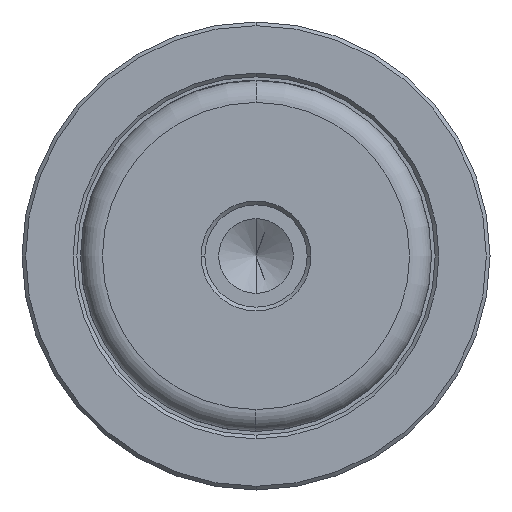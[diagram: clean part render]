
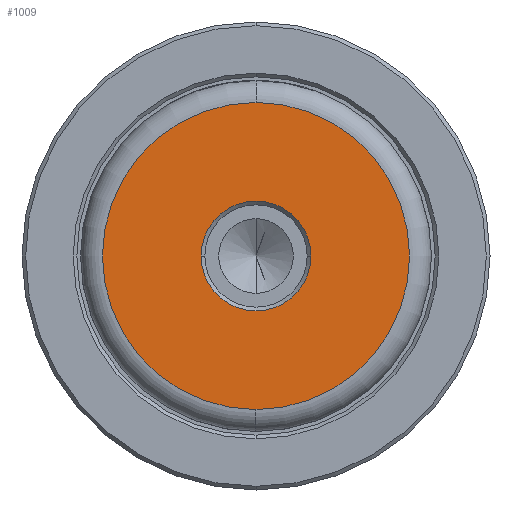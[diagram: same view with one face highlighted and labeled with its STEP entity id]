
A CAD part, left-side view. The second image highlights one B-rep face of the part: STEP entity #1009.
In plain terms, the highlighted planar face has unit normal (-1, 0, 0).
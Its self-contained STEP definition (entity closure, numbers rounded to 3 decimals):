
#4 = AXIS2_PLACEMENT_3D ( 'NONE', #770, #2093, #946 ) ;
#48 = ORIENTED_EDGE ( 'NONE', *, *, #1444, .T. ) ;
#160 = EDGE_CURVE ( 'NONE', #691, #1078, #1874, .T. ) ;
#264 = CARTESIAN_POINT ( 'NONE',  ( 0., -7.5, 0. ) ) ;
#367 = CIRCLE ( 'NONE', #1890, 20.997 ) ;
#395 = VERTEX_POINT ( 'NONE', #584 ) ;
#401 = FACE_OUTER_BOUND ( 'NONE', #460, .T. ) ;
#436 = CARTESIAN_POINT ( 'NONE',  ( 0., 0., 0. ) ) ;
#449 = DIRECTION ( 'NONE',  ( -1., 0., 0. ) ) ;
#460 = EDGE_LOOP ( 'NONE', ( #48, #1000 ) ) ;
#584 = CARTESIAN_POINT ( 'NONE',  ( 0., 0., -20.997 ) ) ;
#639 = DIRECTION ( 'NONE',  ( 0., 0., 1. ) ) ;
#691 = VERTEX_POINT ( 'NONE', #708 ) ;
#708 = CARTESIAN_POINT ( 'NONE',  ( 0., 7.5, 0. ) ) ;
#770 = CARTESIAN_POINT ( 'NONE',  ( 0., 0., 0. ) ) ;
#946 = DIRECTION ( 'NONE',  ( 0., 0., 1. ) ) ;
#988 = AXIS2_PLACEMENT_3D ( 'NONE', #1032, #2361, #1223 ) ;
#1000 = ORIENTED_EDGE ( 'NONE', *, *, #1568, .T. ) ;
#1009 = ADVANCED_FACE ( 'NONE', ( #2374, #401 ), #1406, .T. ) ;
#1032 = CARTESIAN_POINT ( 'NONE',  ( 0., 0., 0. ) ) ;
#1035 = ORIENTED_EDGE ( 'NONE', *, *, #1884, .T. ) ;
#1056 = CIRCLE ( 'NONE', #988, 20.997 ) ;
#1078 = VERTEX_POINT ( 'NONE', #264 ) ;
#1220 = CARTESIAN_POINT ( 'NONE',  ( 0., 0., 0. ) ) ;
#1221 = ORIENTED_EDGE ( 'NONE', *, *, #160, .T. ) ;
#1223 = DIRECTION ( 'NONE',  ( 0., 0., 1. ) ) ;
#1254 = EDGE_LOOP ( 'NONE', ( #1035, #1221 ) ) ;
#1406 = PLANE ( 'NONE',  #1477 ) ;
#1444 = EDGE_CURVE ( 'NONE', #2265, #395, #1056, .T. ) ;
#1477 = AXIS2_PLACEMENT_3D ( 'NONE', #1220, #449, #1793 ) ;
#1500 = CARTESIAN_POINT ( 'NONE',  ( 0., 0., 0. ) ) ;
#1568 = EDGE_CURVE ( 'NONE', #395, #2265, #367, .T. ) ;
#1698 = DIRECTION ( 'NONE',  ( 1., 0., 0. ) ) ;
#1719 = CARTESIAN_POINT ( 'NONE',  ( 0., 0., 20.997 ) ) ;
#1780 = DIRECTION ( 'NONE',  ( -1., 0., 0. ) ) ;
#1793 = DIRECTION ( 'NONE',  ( 0., 0., 1. ) ) ;
#1869 = DIRECTION ( 'NONE',  ( 0., 0., 1. ) ) ;
#1874 = CIRCLE ( 'NONE', #1946, 7.5 ) ;
#1884 = EDGE_CURVE ( 'NONE', #1078, #691, #1967, .T. ) ;
#1890 = AXIS2_PLACEMENT_3D ( 'NONE', #436, #1780, #639 ) ;
#1946 = AXIS2_PLACEMENT_3D ( 'NONE', #1500, #1698, #1869 ) ;
#1967 = CIRCLE ( 'NONE', #4, 7.5 ) ;
#2093 = DIRECTION ( 'NONE',  ( 1., 0., 0. ) ) ;
#2265 = VERTEX_POINT ( 'NONE', #1719 ) ;
#2361 = DIRECTION ( 'NONE',  ( -1., 0., 0. ) ) ;
#2374 = FACE_BOUND ( 'NONE', #1254, .T. ) ;
